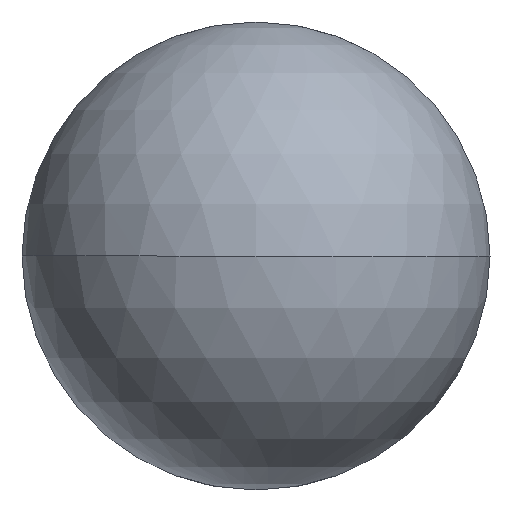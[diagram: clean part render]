
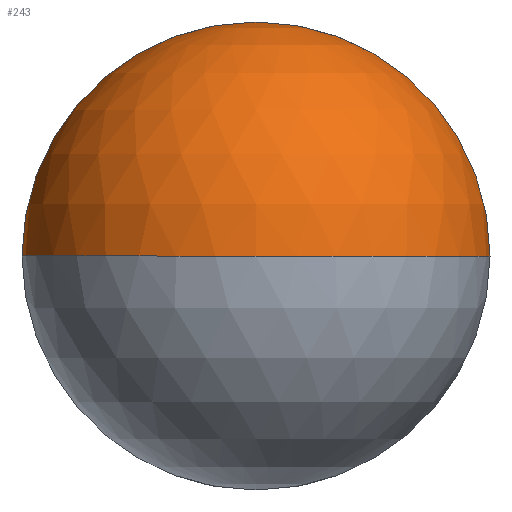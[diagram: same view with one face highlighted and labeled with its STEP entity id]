
A CAD part, front view. The second image highlights one B-rep face of the part: STEP entity #243.
In plain terms, the highlighted spherical face has radius 3.969 mm.
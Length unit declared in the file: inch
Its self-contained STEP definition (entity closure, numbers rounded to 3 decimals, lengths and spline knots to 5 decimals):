
#23 = AXIS2_PLACEMENT_3D ( 'NONE', #45, #253, #199 ) ;
#30 = ORIENTED_EDGE ( 'NONE', *, *, #94, .T. ) ;
#45 = CARTESIAN_POINT ( 'NONE',  ( 0., 0.15625, 0. ) ) ;
#61 = AXIS2_PLACEMENT_3D ( 'NONE', #255, #281, #331 ) ;
#63 = CARTESIAN_POINT ( 'NONE',  ( 0., 0.15625, 0. ) ) ;
#75 = DIRECTION ( 'NONE',  ( 0., 0., -1. ) ) ;
#82 = VERTEX_POINT ( 'NONE', #206 ) ;
#83 = FACE_OUTER_BOUND ( 'NONE', #258, .T. ) ;
#94 = EDGE_CURVE ( 'NONE', #82, #109, #279, .T. ) ;
#109 = VERTEX_POINT ( 'NONE', #172 ) ;
#123 = EDGE_CURVE ( 'NONE', #198, #82, #178, .T. ) ;
#124 = AXIS2_PLACEMENT_3D ( 'NONE', #286, #264, #143 ) ;
#143 = DIRECTION ( 'NONE',  ( 1., 0., 0. ) ) ;
#151 = CARTESIAN_POINT ( 'NONE',  ( 0., 0.15625, 0.15625 ) ) ;
#164 = CARTESIAN_POINT ( 'NONE',  ( 0.15625, 0.15625, 0. ) ) ;
#165 = ORIENTED_EDGE ( 'NONE', *, *, #276, .T. ) ;
#172 = CARTESIAN_POINT ( 'NONE',  ( 0., 0., 0. ) ) ;
#178 = CIRCLE ( 'NONE', #61, 0.15625 ) ;
#182 = CIRCLE ( 'NONE', #23, 0.15625 ) ;
#194 = AXIS2_PLACEMENT_3D ( 'NONE', #63, #344, #314 ) ;
#198 = VERTEX_POINT ( 'NONE', #151 ) ;
#199 = DIRECTION ( 'NONE',  ( -1., 0., 0. ) ) ;
#206 = CARTESIAN_POINT ( 'NONE',  ( -0.15625, 0.15625, 0. ) ) ;
#213 = ORIENTED_EDGE ( 'NONE', *, *, #123, .T. ) ;
#219 = DIRECTION ( 'NONE',  ( 0., -1., 0. ) ) ;
#229 = ORIENTED_EDGE ( 'NONE', *, *, #283, .F. ) ;
#235 = CIRCLE ( 'NONE', #242, 0.15625 ) ;
#238 = SPHERICAL_SURFACE ( 'NONE', #194, 0.15625 ) ;
#242 = AXIS2_PLACEMENT_3D ( 'NONE', #273, #219, #75 ) ;
#243 = ADVANCED_FACE ( 'NONE', ( #83 ), #238, .T. ) ;
#253 = DIRECTION ( 'NONE',  ( 0., 0., -1. ) ) ;
#255 = CARTESIAN_POINT ( 'NONE',  ( 0., 0.15625, 0. ) ) ;
#258 = EDGE_LOOP ( 'NONE', ( #213, #30, #229, #165 ) ) ;
#264 = DIRECTION ( 'NONE',  ( 0., 0., 1. ) ) ;
#273 = CARTESIAN_POINT ( 'NONE',  ( 0., 0.15625, 0. ) ) ;
#276 = EDGE_CURVE ( 'NONE', #325, #198, #235, .T. ) ;
#279 = CIRCLE ( 'NONE', #124, 0.15625 ) ;
#281 = DIRECTION ( 'NONE',  ( 0., -1., 0. ) ) ;
#283 = EDGE_CURVE ( 'NONE', #325, #109, #182, .T. ) ;
#286 = CARTESIAN_POINT ( 'NONE',  ( 0., 0.15625, 0. ) ) ;
#314 = DIRECTION ( 'NONE',  ( 1., 0., 0. ) ) ;
#325 = VERTEX_POINT ( 'NONE', #164 ) ;
#331 = DIRECTION ( 'NONE',  ( 0., 0., -1. ) ) ;
#344 = DIRECTION ( 'NONE',  ( 0., 0., 1. ) ) ;
